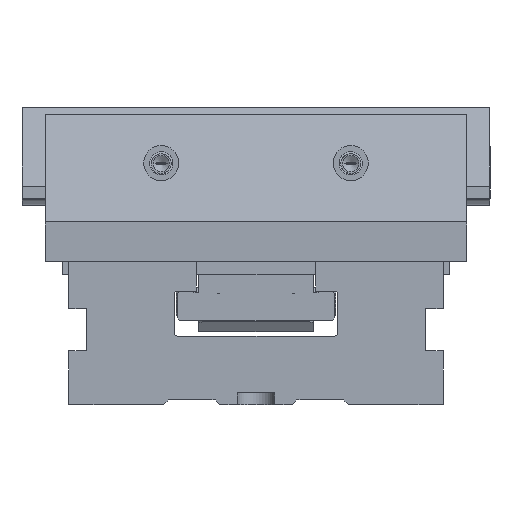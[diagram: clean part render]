
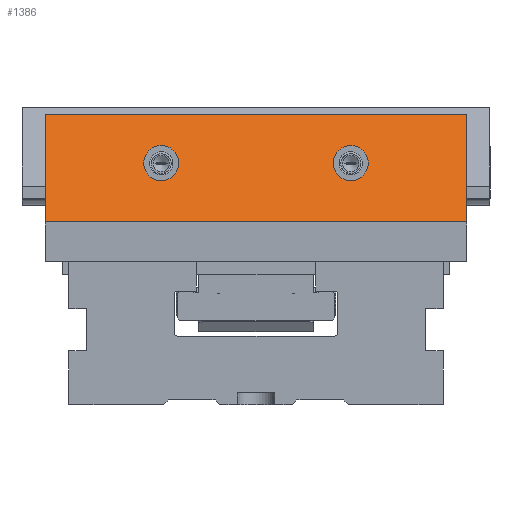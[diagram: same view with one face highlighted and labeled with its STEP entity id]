
A CAD part, left-side view. The second image highlights one B-rep face of the part: STEP entity #1386.
In plain terms, the highlighted planar face has unit normal (-0.924, 0, 0.383).
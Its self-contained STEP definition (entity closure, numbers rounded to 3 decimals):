
#512=ELLIPSE('',#8786,8.118,7.5);
#513=ELLIPSE('',#8801,8.118,7.5);
#723=FACE_BOUND('',#2520,.T.);
#724=FACE_BOUND('',#2521,.T.);
#725=FACE_BOUND('',#2522,.T.);
#1386=ADVANCED_FACE('',(#723,#724,#725),#1795,.F.);
#1795=PLANE('',#8803);
#2520=EDGE_LOOP('',(#3596,#3597,#3598,#3599));
#2521=EDGE_LOOP('',(#3600));
#2522=EDGE_LOOP('',(#3601));
#3596=ORIENTED_EDGE('',*,*,#6251,.T.);
#3597=ORIENTED_EDGE('',*,*,#6235,.T.);
#3598=ORIENTED_EDGE('',*,*,#6268,.T.);
#3599=ORIENTED_EDGE('',*,*,#6255,.T.);
#3600=ORIENTED_EDGE('',*,*,#6301,.F.);
#3601=ORIENTED_EDGE('',*,*,#6295,.F.);
#5372=VERTEX_POINT('',#12232);
#5373=VERTEX_POINT('',#12233);
#5386=VERTEX_POINT('',#12264);
#5389=VERTEX_POINT('',#12272);
#5416=VERTEX_POINT('',#12359);
#5423=VERTEX_POINT('',#12381);
#6235=EDGE_CURVE('',#5372,#5373,#7255,.T.);
#6251=EDGE_CURVE('',#5386,#5372,#7269,.T.);
#6255=EDGE_CURVE('',#5389,#5386,#7272,.T.);
#6268=EDGE_CURVE('',#5373,#5389,#7283,.T.);
#6295=EDGE_CURVE('',#5416,#5416,#512,.T.);
#6301=EDGE_CURVE('',#5423,#5423,#513,.T.);
#7255=LINE('',#12231,#7993);
#7269=LINE('',#12263,#8007);
#7272=LINE('',#12271,#8010);
#7283=LINE('',#12296,#8021);
#7993=VECTOR('',#9913,1.);
#8007=VECTOR('',#9935,1.);
#8010=VECTOR('',#9942,1.);
#8021=VECTOR('',#9961,1.);
#8786=AXIS2_PLACEMENT_3D('',#12358,#10035,#10036);
#8801=AXIS2_PLACEMENT_3D('',#12380,#10065,#10066);
#8803=AXIS2_PLACEMENT_3D('',#12383,#10069,#10070);
#9913=DIRECTION('',(0.,1.,0.));
#9935=DIRECTION('',(0.383,0.,0.924));
#9942=DIRECTION('',(0.,-1.,0.));
#9961=DIRECTION('',(-0.383,0.,-0.924));
#10035=DIRECTION('',(-0.924,0.,0.383));
#10036=DIRECTION('',(0.383,0.,0.924));
#10065=DIRECTION('',(-0.924,0.,0.383));
#10066=DIRECTION('',(0.383,0.,0.924));
#10069=DIRECTION('',(0.924,0.,-0.383));
#10070=DIRECTION('',(-0.383,0.,-0.924));
#12231=CARTESIAN_POINT('',(19.042,80.,90.));
#12232=CARTESIAN_POINT('',(19.042,-10.,90.));
#12233=CARTESIAN_POINT('',(19.042,170.,90.));
#12263=CARTESIAN_POINT('',(0.589,-10.,45.453));
#12264=CARTESIAN_POINT('',(0.,-10.,44.03));
#12271=CARTESIAN_POINT('',(0.,80.,44.03));
#12272=CARTESIAN_POINT('',(0.,170.,44.03));
#12296=CARTESIAN_POINT('',(0.589,170.,45.453));
#12358=CARTESIAN_POINT('',(10.405,120.5,69.15));
#12359=CARTESIAN_POINT('',(13.512,120.5,76.65));
#12380=CARTESIAN_POINT('',(10.405,39.5,69.15));
#12381=CARTESIAN_POINT('',(13.512,39.5,76.65));
#12383=CARTESIAN_POINT('',(21.926,80.,96.963));
